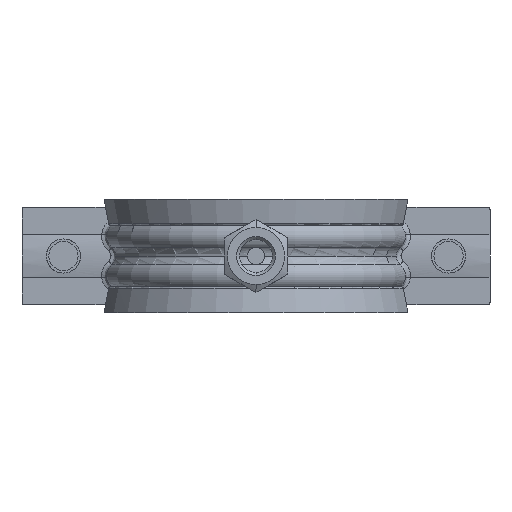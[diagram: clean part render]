
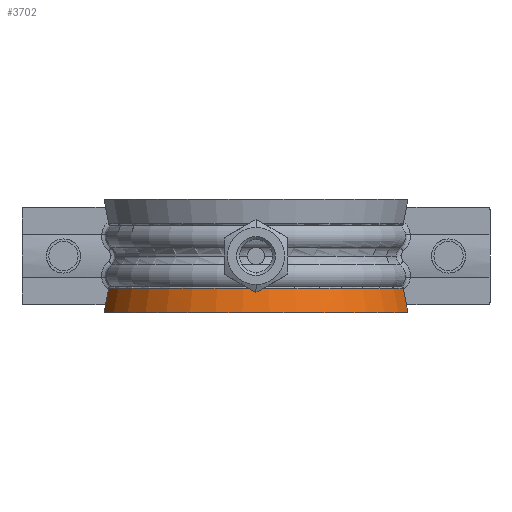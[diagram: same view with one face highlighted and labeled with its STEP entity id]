
A CAD part, front view. The second image highlights one B-rep face of the part: STEP entity #3702.
In plain terms, the highlighted conical face has half-angle 10.685 degrees and reference radius 32.45 mm.
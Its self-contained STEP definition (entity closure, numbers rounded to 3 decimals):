
#807 = DIRECTION ( 'NONE',  ( 1., 0., 0. ) ) ;
#813 = CARTESIAN_POINT ( 'NONE',  ( 0., 3., -11.6 ) ) ;
#915 = AXIS2_PLACEMENT_3D ( 'NONE', #6082, #10858, #807 ) ;
#980 = CARTESIAN_POINT ( 'NONE',  ( 30.525, -6., -8.284 ) ) ;
#1737 = CARTESIAN_POINT ( 'NONE',  ( 0., 3., -11.6 ) ) ;
#1892 = VERTEX_POINT ( 'NONE', #7469 ) ;
#2237 = ORIENTED_EDGE ( 'NONE', *, *, #9670, .T. ) ;
#3300 = DIRECTION ( 'NONE',  ( 0., 0., -1. ) ) ;
#3308 = ORIENTED_EDGE ( 'NONE', *, *, #6658, .T. ) ;
#3702 = ADVANCED_FACE ( 'NONE', ( #6375 ), #10357, .T. ) ;
#3887 = CARTESIAN_POINT ( 'NONE',  ( -30.851, -6., -9.942 ) ) ;
#3908 = VERTEX_POINT ( 'NONE', #4705 ) ;
#4033 = CARTESIAN_POINT ( 'NONE',  ( -30.525, -6., -8.284 ) ) ;
#4040 = AXIS2_PLACEMENT_3D ( 'NONE', #813, #3300, #12018 ) ;
#4105 = CARTESIAN_POINT ( 'NONE',  ( -31.177, -6., -11.6 ) ) ;
#4286 = CARTESIAN_POINT ( 'NONE',  ( 30.199, -6., -6.626 ) ) ;
#4592 = ORIENTED_EDGE ( 'NONE', *, *, #8947, .F. ) ;
#4705 = CARTESIAN_POINT ( 'NONE',  ( 30.199, -6., -6.626 ) ) ;
#4891 = CIRCLE ( 'NONE', #915, 31.511 ) ;
#5260 = VERTEX_POINT ( 'NONE', #10353 ) ;
#5705 = B_SPLINE_CURVE_WITH_KNOTS ( 'NONE', 3,
 ( #4286, #980, #12330, #12268 ),
 .UNSPECIFIED., .F., .F.,
 ( 4, 4 ),
 ( 0.033, 0.038 ),
 .UNSPECIFIED. ) ;
#6082 = CARTESIAN_POINT ( 'NONE',  ( 0., 3., -6.626 ) ) ;
#6284 = EDGE_LOOP ( 'NONE', ( #3308, #2237, #10980, #4592 ) ) ;
#6375 = FACE_OUTER_BOUND ( 'NONE', #6284, .T. ) ;
#6658 = EDGE_CURVE ( 'NONE', #8962, #5260, #11677, .T. ) ;
#7403 = CARTESIAN_POINT ( 'NONE',  ( -30.199, -6., -6.626 ) ) ;
#7469 = CARTESIAN_POINT ( 'NONE',  ( 31.177, -6., -11.6 ) ) ;
#7687 = AXIS2_PLACEMENT_3D ( 'NONE', #1737, #10681, #12642 ) ;
#8430 = CARTESIAN_POINT ( 'NONE',  ( -30.199, -6., -6.626 ) ) ;
#8947 = EDGE_CURVE ( 'NONE', #8962, #3908, #4891, .T. ) ;
#8962 = VERTEX_POINT ( 'NONE', #8430 ) ;
#9670 = EDGE_CURVE ( 'NONE', #5260, #1892, #12394, .T. ) ;
#10341 = EDGE_CURVE ( 'NONE', #3908, #1892, #5705, .T. ) ;
#10353 = CARTESIAN_POINT ( 'NONE',  ( -31.177, -6., -11.6 ) ) ;
#10357 = CONICAL_SURFACE ( 'NONE', #4040, 32.45, 0.186 ) ;
#10681 = DIRECTION ( 'NONE',  ( 0., 0., 1. ) ) ;
#10858 = DIRECTION ( 'NONE',  ( 0., 0., 1. ) ) ;
#10980 = ORIENTED_EDGE ( 'NONE', *, *, #10341, .F. ) ;
#11677 = B_SPLINE_CURVE_WITH_KNOTS ( 'NONE', 3,
 ( #7403, #4033, #3887, #4105 ),
 .UNSPECIFIED., .F., .F.,
 ( 4, 4 ),
 ( 0.033, 0.038 ),
 .UNSPECIFIED. ) ;
#12018 = DIRECTION ( 'NONE',  ( -1., 0., 0. ) ) ;
#12268 = CARTESIAN_POINT ( 'NONE',  ( 31.177, -6., -11.6 ) ) ;
#12330 = CARTESIAN_POINT ( 'NONE',  ( 30.851, -6., -9.942 ) ) ;
#12394 = CIRCLE ( 'NONE', #7687, 32.45 ) ;
#12642 = DIRECTION ( 'NONE',  ( -1., 0., 0. ) ) ;
